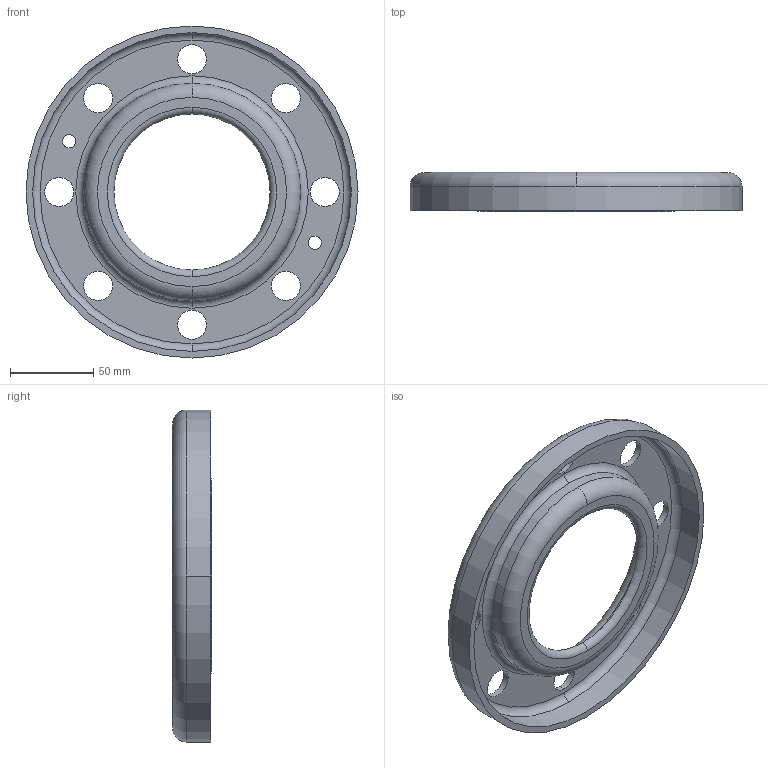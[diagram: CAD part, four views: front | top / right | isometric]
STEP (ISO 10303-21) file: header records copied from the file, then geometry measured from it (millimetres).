
FILE_DESCRIPTION(('STEP AP214'),'1');
FILE_NAME('Losflansch-DN80.stp','2023-07-13T07:23:05',(' '),(' '),'Spatial InterOp 3D',' ',' ');
FILE_SCHEMA(('automotive_design'));
Length unit declared in the file: millimetre
Products named in the file (2): 3D-Arbeitsebene
Assembly tree (1 placements, depth 2):
  3D-Arbeitsebene
    3D-Arbeitsebene
Bounding box: 200 x 23.5 x 200 mm (x, y, z)
Volume: 150477.8 mm3; surface area: 81150.7 mm2
Topology: 1 solids, 1 shells, 47 faces, 134 edges, 92 vertices
Faces by surface type: cylinder 28, torus 14, plane 5
Entity records: 2089 total; most frequent: DIRECTION 338, CARTESIAN_POINT 275, ORIENTED_EDGE 268, AXIS2_PLACEMENT_3D 155, EDGE_CURVE 134, CIRCLE 106, VERTEX_POINT 92, EDGE_LOOP 72
